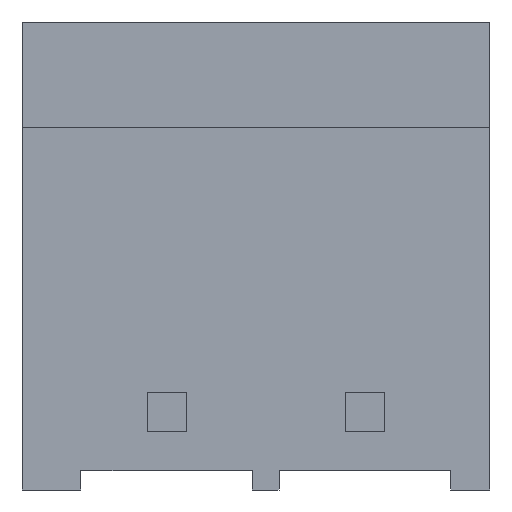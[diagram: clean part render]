
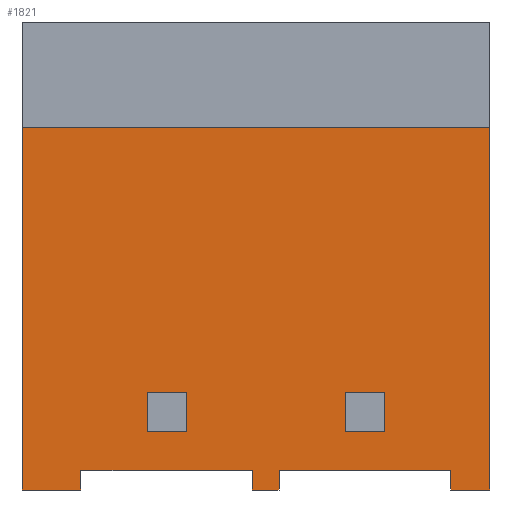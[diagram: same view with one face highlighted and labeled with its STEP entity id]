
A CAD part, front view. The second image highlights one B-rep face of the part: STEP entity #1821.
In plain terms, the highlighted planar face has unit normal (0, -1, 0).
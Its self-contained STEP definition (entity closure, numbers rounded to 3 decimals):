
#84=DIRECTION('',(0.,0.,-1.));
#85=VECTOR('',#84,9.3);
#86=CARTESIAN_POINT('',(-5.99,-3.85,-2.7));
#87=LINE('',#86,#85);
#576=DIRECTION('',(0.,0.,1.));
#577=VECTOR('',#576,0.5);
#578=CARTESIAN_POINT('',(0.59,-3.85,-12.));
#579=LINE('',#578,#577);
#580=DIRECTION('',(0.,0.,1.));
#581=VECTOR('',#580,0.5);
#582=CARTESIAN_POINT('',(-0.09,-3.85,-12.));
#583=LINE('',#582,#581);
#584=DIRECTION('',(1.,0.,0.));
#585=VECTOR('',#584,4.4);
#586=CARTESIAN_POINT('',(-4.49,-3.85,-11.5));
#587=LINE('',#586,#585);
#588=DIRECTION('',(0.,0.,1.));
#589=VECTOR('',#588,0.5);
#590=CARTESIAN_POINT('',(-4.49,-3.85,-12.));
#591=LINE('',#590,#589);
#592=DIRECTION('',(1.,0.,0.));
#593=VECTOR('',#592,11.98);
#594=CARTESIAN_POINT('',(-5.99,-3.85,-2.7));
#595=LINE('',#594,#593);
#596=DIRECTION('',(0.,0.,1.));
#597=VECTOR('',#596,0.5);
#598=CARTESIAN_POINT('',(4.99,-3.85,-12.));
#599=LINE('',#598,#597);
#600=DIRECTION('',(1.,0.,0.));
#601=VECTOR('',#600,4.4);
#602=CARTESIAN_POINT('',(0.59,-3.85,-11.5));
#603=LINE('',#602,#601);
#604=DIRECTION('',(0.,0.,1.));
#605=VECTOR('',#604,1.);
#606=CARTESIAN_POINT('',(-1.79,-3.85,-10.5));
#607=LINE('',#606,#605);
#608=DIRECTION('',(-1.,0.,0.));
#609=VECTOR('',#608,1.);
#610=CARTESIAN_POINT('',(-1.79,-3.85,-9.5));
#611=LINE('',#610,#609);
#612=DIRECTION('',(0.,0.,-1.));
#613=VECTOR('',#612,1.);
#614=CARTESIAN_POINT('',(-2.79,-3.85,-9.5));
#615=LINE('',#614,#613);
#616=DIRECTION('',(1.,0.,0.));
#617=VECTOR('',#616,1.);
#618=CARTESIAN_POINT('',(-2.79,-3.85,-10.5));
#619=LINE('',#618,#617);
#620=DIRECTION('',(0.,0.,1.));
#621=VECTOR('',#620,1.);
#622=CARTESIAN_POINT('',(3.29,-3.85,-10.5));
#623=LINE('',#622,#621);
#624=DIRECTION('',(-1.,0.,0.));
#625=VECTOR('',#624,1.);
#626=CARTESIAN_POINT('',(3.29,-3.85,-9.5));
#627=LINE('',#626,#625);
#628=DIRECTION('',(0.,0.,-1.));
#629=VECTOR('',#628,1.);
#630=CARTESIAN_POINT('',(2.29,-3.85,-9.5));
#631=LINE('',#630,#629);
#632=DIRECTION('',(1.,0.,0.));
#633=VECTOR('',#632,1.);
#634=CARTESIAN_POINT('',(2.29,-3.85,-10.5));
#635=LINE('',#634,#633);
#640=DIRECTION('',(1.,0.,0.));
#641=VECTOR('',#640,1.5);
#642=CARTESIAN_POINT('',(-5.99,-3.85,-12.));
#643=LINE('',#642,#641);
#652=DIRECTION('',(1.,0.,0.));
#653=VECTOR('',#652,0.68);
#654=CARTESIAN_POINT('',(-0.09,-3.85,-12.));
#655=LINE('',#654,#653);
#660=DIRECTION('',(1.,0.,0.));
#661=VECTOR('',#660,1.);
#662=CARTESIAN_POINT('',(4.99,-3.85,-12.));
#663=LINE('',#662,#661);
#704=DIRECTION('',(0.,0.,-1.));
#705=VECTOR('',#704,9.3);
#706=CARTESIAN_POINT('',(5.99,-3.85,-2.7));
#707=LINE('',#706,#705);
#794=CARTESIAN_POINT('',(-5.99,-3.85,-2.7));
#795=VERTEX_POINT('',#794);
#796=CARTESIAN_POINT('',(-5.99,-3.85,-12.));
#797=VERTEX_POINT('',#796);
#812=CARTESIAN_POINT('',(5.99,-3.85,-2.7));
#813=VERTEX_POINT('',#812);
#814=CARTESIAN_POINT('',(5.99,-3.85,-12.));
#815=VERTEX_POINT('',#814);
#840=CARTESIAN_POINT('',(-4.49,-3.85,-12.));
#841=CARTESIAN_POINT('',(-4.49,-3.85,-11.5));
#842=VERTEX_POINT('',#840);
#843=VERTEX_POINT('',#841);
#844=CARTESIAN_POINT('',(-0.09,-3.85,-11.5));
#845=VERTEX_POINT('',#844);
#846=CARTESIAN_POINT('',(-0.09,-3.85,-12.));
#847=VERTEX_POINT('',#846);
#856=CARTESIAN_POINT('',(0.59,-3.85,-12.));
#857=CARTESIAN_POINT('',(0.59,-3.85,-11.5));
#858=VERTEX_POINT('',#856);
#859=VERTEX_POINT('',#857);
#860=CARTESIAN_POINT('',(4.99,-3.85,-11.5));
#861=VERTEX_POINT('',#860);
#862=CARTESIAN_POINT('',(4.99,-3.85,-12.));
#863=VERTEX_POINT('',#862);
#976=CARTESIAN_POINT('',(-1.79,-3.85,-10.5));
#977=CARTESIAN_POINT('',(-1.79,-3.85,-9.5));
#978=VERTEX_POINT('',#976);
#979=VERTEX_POINT('',#977);
#980=CARTESIAN_POINT('',(-2.79,-3.85,-9.5));
#981=VERTEX_POINT('',#980);
#982=CARTESIAN_POINT('',(-2.79,-3.85,-10.5));
#983=VERTEX_POINT('',#982);
#1008=CARTESIAN_POINT('',(3.29,-3.85,-10.5));
#1009=CARTESIAN_POINT('',(3.29,-3.85,-9.5));
#1010=VERTEX_POINT('',#1008);
#1011=VERTEX_POINT('',#1009);
#1012=CARTESIAN_POINT('',(2.29,-3.85,-9.5));
#1013=VERTEX_POINT('',#1012);
#1014=CARTESIAN_POINT('',(2.29,-3.85,-10.5));
#1015=VERTEX_POINT('',#1014);
#1772=CARTESIAN_POINT('',(-5.99,-3.85,-2.7));
#1773=DIRECTION('',(0.,-1.,0.));
#1774=DIRECTION('',(0.,0.,-1.));
#1775=AXIS2_PLACEMENT_3D('',#1772,#1773,#1774);
#1776=PLANE('',#1775);
#1777=ORIENTED_EDGE('',*,*,#1762,.F.);
#1779=ORIENTED_EDGE('',*,*,#1778,.F.);
#1781=ORIENTED_EDGE('',*,*,#1780,.T.);
#1783=ORIENTED_EDGE('',*,*,#1782,.F.);
#1785=ORIENTED_EDGE('',*,*,#1784,.F.);
#1787=ORIENTED_EDGE('',*,*,#1786,.F.);
#1788=ORIENTED_EDGE('',*,*,#1027,.F.);
#1790=ORIENTED_EDGE('',*,*,#1789,.T.);
#1792=ORIENTED_EDGE('',*,*,#1791,.T.);
#1794=ORIENTED_EDGE('',*,*,#1793,.F.);
#1796=ORIENTED_EDGE('',*,*,#1795,.T.);
#1798=ORIENTED_EDGE('',*,*,#1797,.F.);
#1799=EDGE_LOOP('',(#1777,#1779,#1781,#1783,#1785,#1787,#1788,#1790,#1792,#1794,
#1796,#1798));
#1800=FACE_OUTER_BOUND('',#1799,.F.);
#1802=ORIENTED_EDGE('',*,*,#1801,.T.);
#1804=ORIENTED_EDGE('',*,*,#1803,.T.);
#1806=ORIENTED_EDGE('',*,*,#1805,.T.);
#1808=ORIENTED_EDGE('',*,*,#1807,.T.);
#1809=EDGE_LOOP('',(#1802,#1804,#1806,#1808));
#1810=FACE_BOUND('',#1809,.F.);
#1812=ORIENTED_EDGE('',*,*,#1811,.T.);
#1814=ORIENTED_EDGE('',*,*,#1813,.T.);
#1816=ORIENTED_EDGE('',*,*,#1815,.T.);
#1818=ORIENTED_EDGE('',*,*,#1817,.T.);
#1819=EDGE_LOOP('',(#1812,#1814,#1816,#1818));
#1820=FACE_BOUND('',#1819,.F.);
#1821=ADVANCED_FACE('',(#1800,#1810,#1820),#1776,.T.);
#1027=EDGE_CURVE('',#795,#797,#87,.T.);
#1762=EDGE_CURVE('',#858,#859,#579,.T.);
#1778=EDGE_CURVE('',#847,#858,#655,.T.);
#1780=EDGE_CURVE('',#847,#845,#583,.T.);
#1782=EDGE_CURVE('',#843,#845,#587,.T.);
#1784=EDGE_CURVE('',#842,#843,#591,.T.);
#1786=EDGE_CURVE('',#797,#842,#643,.T.);
#1789=EDGE_CURVE('',#795,#813,#595,.T.);
#1791=EDGE_CURVE('',#813,#815,#707,.T.);
#1793=EDGE_CURVE('',#863,#815,#663,.T.);
#1795=EDGE_CURVE('',#863,#861,#599,.T.);
#1797=EDGE_CURVE('',#859,#861,#603,.T.);
#1801=EDGE_CURVE('',#978,#979,#607,.T.);
#1803=EDGE_CURVE('',#979,#981,#611,.T.);
#1805=EDGE_CURVE('',#981,#983,#615,.T.);
#1807=EDGE_CURVE('',#983,#978,#619,.T.);
#1811=EDGE_CURVE('',#1010,#1011,#623,.T.);
#1813=EDGE_CURVE('',#1011,#1013,#627,.T.);
#1815=EDGE_CURVE('',#1013,#1015,#631,.T.);
#1817=EDGE_CURVE('',#1015,#1010,#635,.T.);
